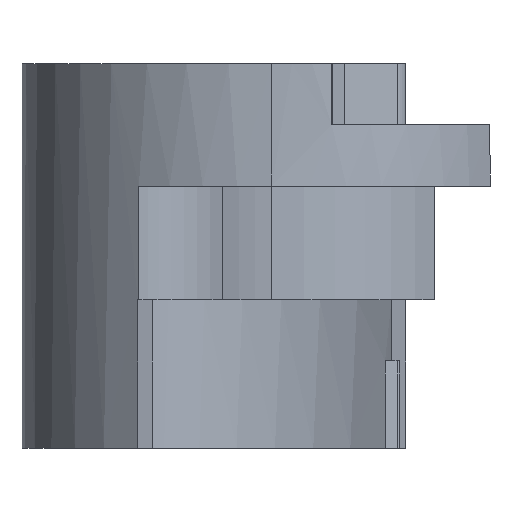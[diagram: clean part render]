
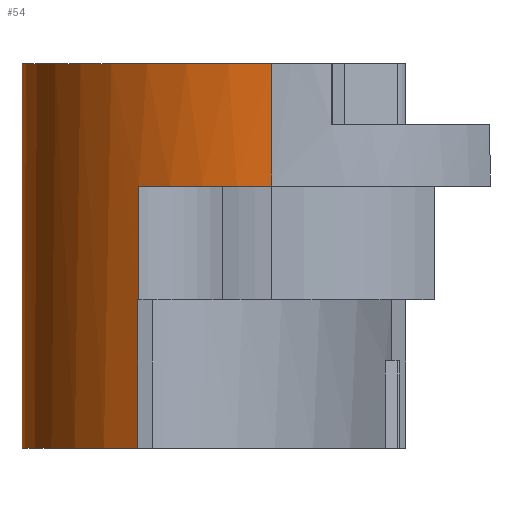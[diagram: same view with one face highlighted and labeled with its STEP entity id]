
A CAD part, left-side view. The second image highlights one B-rep face of the part: STEP entity #54.
In plain terms, the highlighted cylindrical face has radius 14.287 mm (diameter 28.575 mm), a partial arc.
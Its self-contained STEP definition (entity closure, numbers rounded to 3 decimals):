
#52 = CIRCLE ( 'NONE', #740, 14.287 ) ;
#54 = ADVANCED_FACE ( 'NONE', ( #287 ), #661, .T. ) ;
#86 = ORIENTED_EDGE ( 'NONE', *, *, #934, .F. ) ;
#101 = CIRCLE ( 'NONE', #766, 14.287 ) ;
#128 = CARTESIAN_POINT ( 'NONE',  ( 0., 0., 6.5 ) ) ;
#152 = DIRECTION ( 'NONE',  ( 0., 0., 1. ) ) ;
#155 = DIRECTION ( 'NONE',  ( 1., 0., 0. ) ) ;
#174 = EDGE_LOOP ( 'NONE', ( #508, #960, #86, #1143, #209, #717, #853, #936 ) ) ;
#188 = DIRECTION ( 'NONE',  ( 0., 0., 1. ) ) ;
#200 = DIRECTION ( 'NONE',  ( 0., 0., 1. ) ) ;
#209 = ORIENTED_EDGE ( 'NONE', *, *, #699, .T. ) ;
#212 = LINE ( 'NONE', #581, #941 ) ;
#228 = EDGE_CURVE ( 'NONE', #764, #1173, #350, .T. ) ;
#237 = CARTESIAN_POINT ( 'NONE',  ( 14.287, 0., 13.5 ) ) ;
#249 = DIRECTION ( 'NONE',  ( 1., 0., 0. ) ) ;
#264 = DIRECTION ( 'NONE',  ( 0., 0., 1. ) ) ;
#271 = CARTESIAN_POINT ( 'NONE',  ( -14.287, 0., 13.5 ) ) ;
#287 = FACE_OUTER_BOUND ( 'NONE', #174, .T. ) ;
#303 = DIRECTION ( 'NONE',  ( 1., 0., 0. ) ) ;
#319 = CARTESIAN_POINT ( 'NONE',  ( 14.287, 0., -8.5 ) ) ;
#349 = AXIS2_PLACEMENT_3D ( 'NONE', #708, #1081, #249 ) ;
#350 = LINE ( 'NONE', #722, #790 ) ;
#382 = VERTEX_POINT ( 'NONE', #271 ) ;
#387 = EDGE_CURVE ( 'NONE', #579, #1168, #645, .T. ) ;
#395 = VERTEX_POINT ( 'NONE', #830 ) ;
#427 = AXIS2_PLACEMENT_3D ( 'NONE', #1025, #200, #303 ) ;
#469 = VECTOR ( 'NONE', #264, 1000. ) ;
#470 = EDGE_CURVE ( 'NONE', #671, #619, #212, .T. ) ;
#494 = EDGE_CURVE ( 'NONE', #395, #764, #659, .T. ) ;
#495 = DIRECTION ( 'NONE',  ( 0., 0., -1. ) ) ;
#508 = ORIENTED_EDGE ( 'NONE', *, *, #494, .F. ) ;
#520 = DIRECTION ( 'NONE',  ( 1., 0., 0. ) ) ;
#579 = VERTEX_POINT ( 'NONE', #319 ) ;
#581 = CARTESIAN_POINT ( 'NONE',  ( -12.062, 7.658, 0. ) ) ;
#609 = CARTESIAN_POINT ( 'NONE',  ( -12.094, 7.608, 0. ) ) ;
#614 = CARTESIAN_POINT ( 'NONE',  ( 0., 0., -8.5 ) ) ;
#619 = VERTEX_POINT ( 'NONE', #716 ) ;
#645 = LINE ( 'NONE', #1007, #694 ) ;
#659 = CIRCLE ( 'NONE', #804, 14.287 ) ;
#661 = CYLINDRICAL_SURFACE ( 'NONE', #427, 14.287 ) ;
#671 = VERTEX_POINT ( 'NONE', #882 ) ;
#694 = VECTOR ( 'NONE', #188, 1000. ) ;
#699 = EDGE_CURVE ( 'NONE', #579, #619, #52, .T. ) ;
#708 = CARTESIAN_POINT ( 'NONE',  ( 0., 0., 13.5 ) ) ;
#716 = CARTESIAN_POINT ( 'NONE',  ( -12.062, 7.658, -8.5 ) ) ;
#717 = ORIENTED_EDGE ( 'NONE', *, *, #470, .F. ) ;
#722 = CARTESIAN_POINT ( 'NONE',  ( -12.094, 7.608, 6.5 ) ) ;
#727 = LINE ( 'NONE', #1095, #469 ) ;
#740 = AXIS2_PLACEMENT_3D ( 'NONE', #614, #976, #155 ) ;
#764 = VERTEX_POINT ( 'NONE', #1189 ) ;
#766 = AXIS2_PLACEMENT_3D ( 'NONE', #972, #152, #520 ) ;
#768 = EDGE_CURVE ( 'NONE', #395, #382, #727, .T. ) ;
#790 = VECTOR ( 'NONE', #1090, 1000. ) ;
#804 = AXIS2_PLACEMENT_3D ( 'NONE', #128, #495, #865 ) ;
#830 = CARTESIAN_POINT ( 'NONE',  ( -14.287, 0., 6.5 ) ) ;
#853 = ORIENTED_EDGE ( 'NONE', *, *, #1183, .T. ) ;
#865 = DIRECTION ( 'NONE',  ( -1., 0., 0. ) ) ;
#867 = CIRCLE ( 'NONE', #349, 14.287 ) ;
#882 = CARTESIAN_POINT ( 'NONE',  ( -12.062, 7.658, 0. ) ) ;
#934 = EDGE_CURVE ( 'NONE', #1168, #382, #867, .T. ) ;
#936 = ORIENTED_EDGE ( 'NONE', *, *, #228, .F. ) ;
#941 = VECTOR ( 'NONE', #949, 1000. ) ;
#949 = DIRECTION ( 'NONE',  ( 0., 0., -1. ) ) ;
#960 = ORIENTED_EDGE ( 'NONE', *, *, #768, .T. ) ;
#972 = CARTESIAN_POINT ( 'NONE',  ( 0., 0., 0. ) ) ;
#976 = DIRECTION ( 'NONE',  ( 0., 0., 1. ) ) ;
#1007 = CARTESIAN_POINT ( 'NONE',  ( 14.287, 0., -8.5 ) ) ;
#1025 = CARTESIAN_POINT ( 'NONE',  ( 0., 0., -8.5 ) ) ;
#1081 = DIRECTION ( 'NONE',  ( 0., 0., 1. ) ) ;
#1090 = DIRECTION ( 'NONE',  ( 0., 0., -1. ) ) ;
#1095 = CARTESIAN_POINT ( 'NONE',  ( -14.287, 0., -8.5 ) ) ;
#1143 = ORIENTED_EDGE ( 'NONE', *, *, #387, .F. ) ;
#1168 = VERTEX_POINT ( 'NONE', #237 ) ;
#1173 = VERTEX_POINT ( 'NONE', #609 ) ;
#1183 = EDGE_CURVE ( 'NONE', #671, #1173, #101, .T. ) ;
#1189 = CARTESIAN_POINT ( 'NONE',  ( -12.094, 7.608, 6.5 ) ) ;
